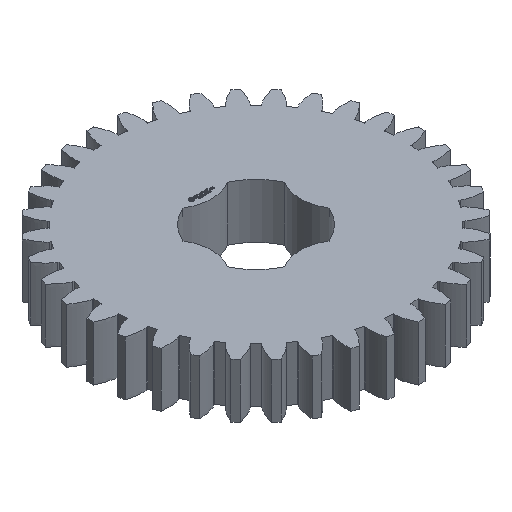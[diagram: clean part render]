
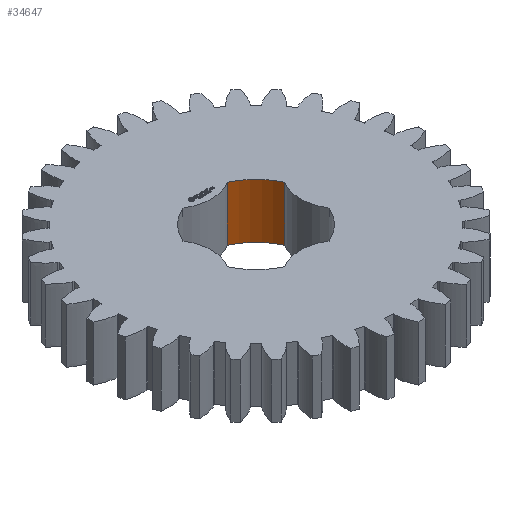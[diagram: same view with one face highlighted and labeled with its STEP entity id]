
A CAD part, isometric view. The second image highlights one B-rep face of the part: STEP entity #34647.
In plain terms, the highlighted cylindrical face has radius 6.35 mm (diameter 12.7 mm), a partial arc.
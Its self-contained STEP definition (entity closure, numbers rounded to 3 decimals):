
#93 = PLANE('',#94);
#94 = AXIS2_PLACEMENT_3D('',#95,#96,#97);
#95 = CARTESIAN_POINT('',(0.,0.,6.25));
#96 = DIRECTION('',(0.,0.,1.));
#97 = DIRECTION('',(1.,0.,0.));
#168 = PLANE('',#169);
#169 = AXIS2_PLACEMENT_3D('',#170,#171,#172);
#170 = CARTESIAN_POINT('',(0.,0.,0.));
#171 = DIRECTION('',(0.,0.,1.));
#172 = DIRECTION('',(1.,0.,0.));
#10466 = VERTEX_POINT('',#10467);
#10467 = CARTESIAN_POINT('',(2.55,5.816,0.));
#10482 = CYLINDRICAL_SURFACE('',#10483,4.9);
#10483 = AXIS2_PLACEMENT_3D('',#10484,#10485,#10486);
#10484 = CARTESIAN_POINT('',(0.,10.,0.));
#10485 = DIRECTION('',(0.,-0.,-1.));
#10486 = DIRECTION('',(0.707,0.707,0.));
#10494 = EDGE_CURVE('',#10495,#10466,#10497,.T.);
#10495 = VERTEX_POINT('',#10496);
#10496 = CARTESIAN_POINT('',(5.816,2.55,0.));
#10497 = SURFACE_CURVE('',#10498,(#10503,#10510),.PCURVE_S1.);
#10498 = CIRCLE('',#10499,6.35);
#10499 = AXIS2_PLACEMENT_3D('',#10500,#10501,#10502);
#10500 = CARTESIAN_POINT('',(0.,0.,0.));
#10501 = DIRECTION('',(0.,-0.,1.));
#10502 = DIRECTION('',(0.707,0.707,0.));
#10503 = PCURVE('',#168,#10504);
#10504 = DEFINITIONAL_REPRESENTATION('',(#10505),#10509);
#10505 = CIRCLE('',#10506,6.35);
#10506 = AXIS2_PLACEMENT_2D('',#10507,#10508);
#10507 = CARTESIAN_POINT('',(0.,0.));
#10508 = DIRECTION('',(0.707,0.707));
#10509 = ( GEOMETRIC_REPRESENTATION_CONTEXT(2) 
PARAMETRIC_REPRESENTATION_CONTEXT() REPRESENTATION_CONTEXT('2D SPACE',''
  ) );
#10510 = PCURVE('',#10511,#10516);
#10511 = CYLINDRICAL_SURFACE('',#10512,6.35);
#10512 = AXIS2_PLACEMENT_3D('',#10513,#10514,#10515);
#10513 = CARTESIAN_POINT('',(0.,0.,0.));
#10514 = DIRECTION('',(0.,-0.,-1.));
#10515 = DIRECTION('',(0.707,0.707,0.));
#10516 = DEFINITIONAL_REPRESENTATION('',(#10517),#10521);
#10517 = LINE('',#10518,#10519);
#10518 = CARTESIAN_POINT('',(-0.,0.));
#10519 = VECTOR('',#10520,1.);
#10520 = DIRECTION('',(-1.,0.));
#10521 = ( GEOMETRIC_REPRESENTATION_CONTEXT(2) 
PARAMETRIC_REPRESENTATION_CONTEXT() REPRESENTATION_CONTEXT('2D SPACE',''
  ) );
#10540 = CYLINDRICAL_SURFACE('',#10541,4.9);
#10541 = AXIS2_PLACEMENT_3D('',#10542,#10543,#10544);
#10542 = CARTESIAN_POINT('',(10.,0.,0.));
#10543 = DIRECTION('',(0.,-0.,-1.));
#10544 = DIRECTION('',(0.707,0.707,0.));
#17978 = VERTEX_POINT('',#17979);
#17979 = CARTESIAN_POINT('',(2.55,5.816,6.25));
#18001 = EDGE_CURVE('',#18002,#17978,#18004,.T.);
#18002 = VERTEX_POINT('',#18003);
#18003 = CARTESIAN_POINT('',(5.816,2.55,6.25));
#18004 = SURFACE_CURVE('',#18005,(#18010,#18017),.PCURVE_S1.);
#18005 = CIRCLE('',#18006,6.35);
#18006 = AXIS2_PLACEMENT_3D('',#18007,#18008,#18009);
#18007 = CARTESIAN_POINT('',(0.,0.,6.25)
  );
#18008 = DIRECTION('',(0.,-0.,1.));
#18009 = DIRECTION('',(0.707,0.707,0.));
#18010 = PCURVE('',#93,#18011);
#18011 = DEFINITIONAL_REPRESENTATION('',(#18012),#18016);
#18012 = CIRCLE('',#18013,6.35);
#18013 = AXIS2_PLACEMENT_2D('',#18014,#18015);
#18014 = CARTESIAN_POINT('',(0.,0.));
#18015 = DIRECTION('',(0.707,0.707));
#18016 = ( GEOMETRIC_REPRESENTATION_CONTEXT(2) 
PARAMETRIC_REPRESENTATION_CONTEXT() REPRESENTATION_CONTEXT('2D SPACE',''
  ) );
#18017 = PCURVE('',#10511,#18018);
#18018 = DEFINITIONAL_REPRESENTATION('',(#18019),#18023);
#18019 = LINE('',#18020,#18021);
#18020 = CARTESIAN_POINT('',(-0.,-6.25));
#18021 = VECTOR('',#18022,1.);
#18022 = DIRECTION('',(-1.,0.));
#18023 = ( GEOMETRIC_REPRESENTATION_CONTEXT(2) 
PARAMETRIC_REPRESENTATION_CONTEXT() REPRESENTATION_CONTEXT('2D SPACE',''
  ) );
#34624 = EDGE_CURVE('',#10495,#18002,#34625,.T.);
#34625 = SURFACE_CURVE('',#34626,(#34630,#34637),.PCURVE_S1.);
#34626 = LINE('',#34627,#34628);
#34627 = CARTESIAN_POINT('',(5.816,2.55,0.));
#34628 = VECTOR('',#34629,1.);
#34629 = DIRECTION('',(0.,0.,1.));
#34630 = PCURVE('',#10540,#34631);
#34631 = DEFINITIONAL_REPRESENTATION('',(#34632),#34636);
#34632 = LINE('',#34633,#34634);
#34633 = CARTESIAN_POINT('',(-1.809,0.));
#34634 = VECTOR('',#34635,1.);
#34635 = DIRECTION('',(-0.,-1.));
#34636 = ( GEOMETRIC_REPRESENTATION_CONTEXT(2) 
PARAMETRIC_REPRESENTATION_CONTEXT() REPRESENTATION_CONTEXT('2D SPACE',''
  ) );
#34637 = PCURVE('',#10511,#34638);
#34638 = DEFINITIONAL_REPRESENTATION('',(#34639),#34643);
#34639 = LINE('',#34640,#34641);
#34640 = CARTESIAN_POINT('',(-5.911,0.));
#34641 = VECTOR('',#34642,1.);
#34642 = DIRECTION('',(-0.,-1.));
#34643 = ( GEOMETRIC_REPRESENTATION_CONTEXT(2) 
PARAMETRIC_REPRESENTATION_CONTEXT() REPRESENTATION_CONTEXT('2D SPACE',''
  ) );
#34647 = ADVANCED_FACE('',(#34648),#10511,.F.);
#34648 = FACE_BOUND('',#34649,.T.);
#34649 = EDGE_LOOP('',(#34650,#34651,#34652,#34673));
#34650 = ORIENTED_EDGE('',*,*,#34624,.T.);
#34651 = ORIENTED_EDGE('',*,*,#18001,.T.);
#34652 = ORIENTED_EDGE('',*,*,#34653,.F.);
#34653 = EDGE_CURVE('',#10466,#17978,#34654,.T.);
#34654 = SURFACE_CURVE('',#34655,(#34659,#34666),.PCURVE_S1.);
#34655 = LINE('',#34656,#34657);
#34656 = CARTESIAN_POINT('',(2.55,5.816,0.));
#34657 = VECTOR('',#34658,1.);
#34658 = DIRECTION('',(0.,0.,1.));
#34659 = PCURVE('',#10511,#34660);
#34660 = DEFINITIONAL_REPRESENTATION('',(#34661),#34665);
#34661 = LINE('',#34662,#34663);
#34662 = CARTESIAN_POINT('',(-6.655,0.));
#34663 = VECTOR('',#34664,1.);
#34664 = DIRECTION('',(-0.,-1.));
#34665 = ( GEOMETRIC_REPRESENTATION_CONTEXT(2) 
PARAMETRIC_REPRESENTATION_CONTEXT() REPRESENTATION_CONTEXT('2D SPACE',''
  ) );
#34666 = PCURVE('',#10482,#34667);
#34667 = DEFINITIONAL_REPRESENTATION('',(#34668),#34672);
#34668 = LINE('',#34669,#34670);
#34669 = CARTESIAN_POINT('',(-4.474,0.));
#34670 = VECTOR('',#34671,1.);
#34671 = DIRECTION('',(-0.,-1.));
#34672 = ( GEOMETRIC_REPRESENTATION_CONTEXT(2) 
PARAMETRIC_REPRESENTATION_CONTEXT() REPRESENTATION_CONTEXT('2D SPACE',''
  ) );
#34673 = ORIENTED_EDGE('',*,*,#10494,.F.);
